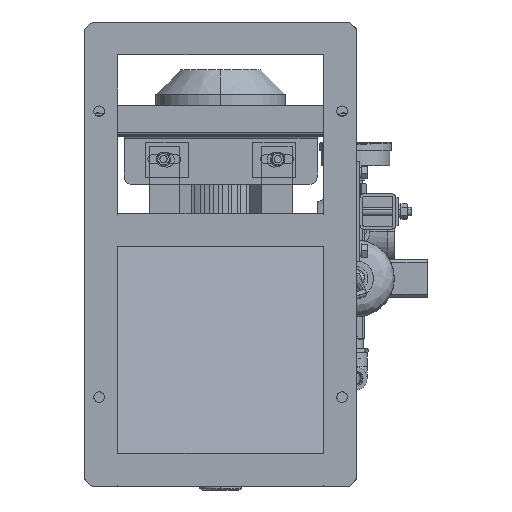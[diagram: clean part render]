
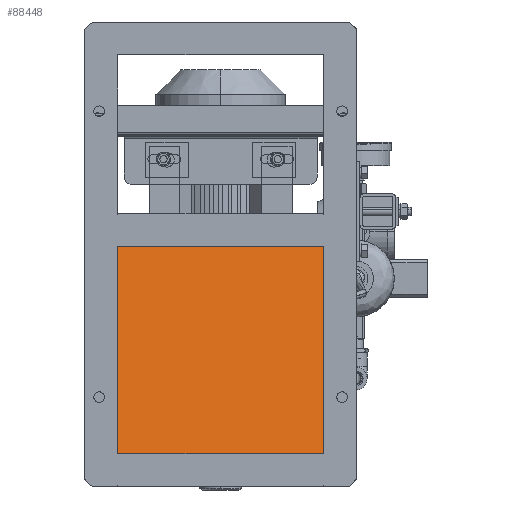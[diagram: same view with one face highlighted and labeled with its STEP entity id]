
A CAD part, front view. The second image highlights one B-rep face of the part: STEP entity #88448.
In plain terms, the highlighted planar face has unit normal (0, -0.985, 0.17).
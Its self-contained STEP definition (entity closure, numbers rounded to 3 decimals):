
#237 = VECTOR ( 'NONE', #77333, 1000. ) ;
#1096 = VECTOR ( 'NONE', #9925, 1000. ) ;
#5490 = CARTESIAN_POINT ( 'NONE',  ( 144., -174.985, 211. ) ) ;
#6988 = DIRECTION ( 'NONE',  ( 0., 0.985, -0.17 ) ) ;
#9925 = DIRECTION ( 'NONE',  ( 0., -0.17, -0.985 ) ) ;
#11389 = CARTESIAN_POINT ( 'NONE',  ( -144., -174.985, 211. ) ) ;
#14495 = EDGE_LOOP ( 'NONE', ( #51780, #87388, #73614, #57545 ) ) ;
#16954 = EDGE_CURVE ( 'NONE', #82082, #19756, #101383, .T. ) ;
#18947 = CARTESIAN_POINT ( 'NONE',  ( 144., -224.985, -78.657 ) ) ;
#19756 = VERTEX_POINT ( 'NONE', #11389 ) ;
#19826 = CARTESIAN_POINT ( 'NONE',  ( 144., -224.985, -78.657 ) ) ;
#29361 = LINE ( 'NONE', #73197, #1096 ) ;
#30689 = AXIS2_PLACEMENT_3D ( 'NONE', #97129, #6988, #63445 ) ;
#47725 = EDGE_CURVE ( 'NONE', #82082, #103843, #58377, .T. ) ;
#48359 = PLANE ( 'NONE',  #30689 ) ;
#49633 = VERTEX_POINT ( 'NONE', #70357 ) ;
#51780 = ORIENTED_EDGE ( 'NONE', *, *, #16954, .T. ) ;
#55066 = DIRECTION ( 'NONE',  ( -1., 0., 0. ) ) ;
#55110 = VECTOR ( 'NONE', #55066, 1000. ) ;
#57545 = ORIENTED_EDGE ( 'NONE', *, *, #47725, .F. ) ;
#58377 = LINE ( 'NONE', #18947, #96883 ) ;
#63445 = DIRECTION ( 'NONE',  ( 0., 0.17, 0.985 ) ) ;
#69417 = CARTESIAN_POINT ( 'NONE',  ( 144., -224.985, -78.657 ) ) ;
#70357 = CARTESIAN_POINT ( 'NONE',  ( -144., -224.985, -78.657 ) ) ;
#73197 = CARTESIAN_POINT ( 'NONE',  ( -144., -224.985, -78.657 ) ) ;
#73614 = ORIENTED_EDGE ( 'NONE', *, *, #87225, .F. ) ;
#73721 = EDGE_CURVE ( 'NONE', #19756, #49633, #29361, .T. ) ;
#77333 = DIRECTION ( 'NONE',  ( -1., 0., 0. ) ) ;
#82082 = VERTEX_POINT ( 'NONE', #99754 ) ;
#87225 = EDGE_CURVE ( 'NONE', #103843, #49633, #96435, .T. ) ;
#87388 = ORIENTED_EDGE ( 'NONE', *, *, #73721, .T. ) ;
#88448 = ADVANCED_FACE ( 'NONE', ( #99537 ), #48359, .F. ) ;
#91874 = DIRECTION ( 'NONE',  ( 0., -0.17, -0.985 ) ) ;
#96435 = LINE ( 'NONE', #19826, #237 ) ;
#96883 = VECTOR ( 'NONE', #91874, 1000. ) ;
#97129 = CARTESIAN_POINT ( 'NONE',  ( 144., -224.985, -78.657 ) ) ;
#99537 = FACE_OUTER_BOUND ( 'NONE', #14495, .T. ) ;
#99754 = CARTESIAN_POINT ( 'NONE',  ( 144., -174.985, 211. ) ) ;
#101383 = LINE ( 'NONE', #5490, #55110 ) ;
#103843 = VERTEX_POINT ( 'NONE', #69417 ) ;
